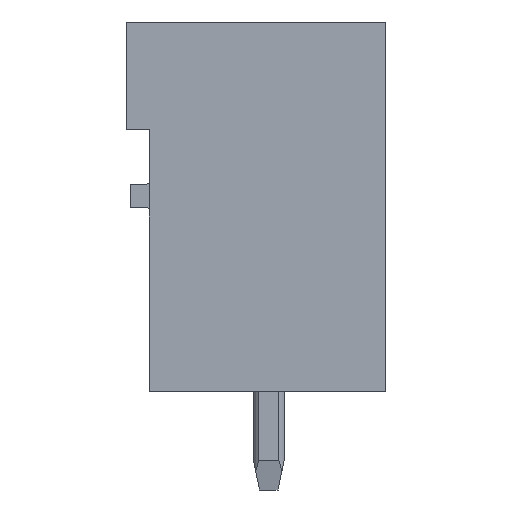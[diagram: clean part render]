
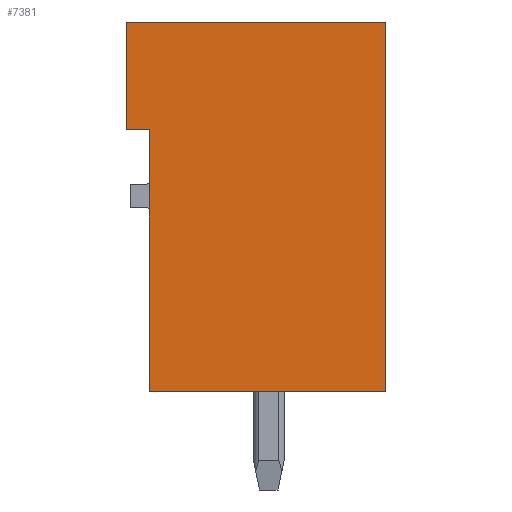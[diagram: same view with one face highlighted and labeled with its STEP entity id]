
A CAD part, left-side view. The second image highlights one B-rep face of the part: STEP entity #7381.
In plain terms, the highlighted planar face has unit normal (-1, 0, 0).
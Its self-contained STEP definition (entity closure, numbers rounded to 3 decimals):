
#7371=AXIS2_PLACEMENT_3D('Plane Axis2P3D',#7368,#7369,#7370) ;
#49=CARTESIAN_POINT('Vertex',(0.,0.,15.2)) ;
#52=CARTESIAN_POINT('Line Origine',(0.,0.,9.2)) ;
#56=CARTESIAN_POINT('Vertex',(0.,0.,3.2)) ;
#151=CARTESIAN_POINT('Vertex',(0.,8.43,15.2)) ;
#154=CARTESIAN_POINT('Line Origine',(0.,4.215,15.2)) ;
#1347=CARTESIAN_POINT('Vertex',(0.,8.43,11.7)) ;
#1350=CARTESIAN_POINT('Line Origine',(0.,8.43,13.45)) ;
#1832=CARTESIAN_POINT('Vertex',(0.,7.68,3.2)) ;
#1835=CARTESIAN_POINT('Line Origine',(0.,7.68,7.45)) ;
#1839=CARTESIAN_POINT('Vertex',(0.,7.68,11.7)) ;
#2236=CARTESIAN_POINT('Line Origine',(0.,3.84,3.2)) ;
#7316=CARTESIAN_POINT('Line Origine',(0.,8.055,11.7)) ;
#7368=CARTESIAN_POINT('Axis2P3D Location',(0.,0.,0.)) ;
#53=DIRECTION('Vector Direction',(0.,0.,-1.)) ;
#155=DIRECTION('Vector Direction',(0.,-1.,0.)) ;
#1351=DIRECTION('Vector Direction',(0.,0.,-1.)) ;
#1836=DIRECTION('Vector Direction',(0.,0.,-1.)) ;
#2237=DIRECTION('Vector Direction',(0.,1.,0.)) ;
#7317=DIRECTION('Vector Direction',(0.,-1.,0.)) ;
#7369=DIRECTION('Axis2P3D Direction',(-1.,0.,0.)) ;
#7370=DIRECTION('Axis2P3D XDirection',(0.,0.,1.)) ;
#54=VECTOR('Line Direction',#53,1.) ;
#156=VECTOR('Line Direction',#155,1.) ;
#1352=VECTOR('Line Direction',#1351,1.) ;
#1837=VECTOR('Line Direction',#1836,1.) ;
#2238=VECTOR('Line Direction',#2237,1.) ;
#7318=VECTOR('Line Direction',#7317,1.) ;
#7374=ORIENTED_EDGE('',*,*,#158,.T.) ;
#7375=ORIENTED_EDGE('',*,*,#1354,.T.) ;
#7376=ORIENTED_EDGE('',*,*,#7320,.T.) ;
#7377=ORIENTED_EDGE('',*,*,#1841,.T.) ;
#7378=ORIENTED_EDGE('',*,*,#2240,.T.) ;
#7379=ORIENTED_EDGE('',*,*,#58,.T.) ;
#7381=ADVANCED_FACE('HOUSING',(#7380),#7372,.T.) ;
#58=EDGE_CURVE('',#57,#50,#55,.F.) ;
#158=EDGE_CURVE('',#50,#152,#157,.F.) ;
#1354=EDGE_CURVE('',#152,#1348,#1353,.T.) ;
#1841=EDGE_CURVE('',#1840,#1833,#1838,.T.) ;
#2240=EDGE_CURVE('',#1833,#57,#2239,.F.) ;
#7320=EDGE_CURVE('',#1348,#1840,#7319,.T.) ;
#7373=EDGE_LOOP('',(#7374,#7375,#7376,#7377,#7378,#7379)) ;
#7380=FACE_OUTER_BOUND('',#7373,.T.) ;
#55=LINE('Line',#52,#54) ;
#157=LINE('Line',#154,#156) ;
#1353=LINE('Line',#1350,#1352) ;
#1838=LINE('Line',#1835,#1837) ;
#2239=LINE('Line',#2236,#2238) ;
#7319=LINE('Line',#7316,#7318) ;
#7372=PLANE('',#7371) ;
#50=VERTEX_POINT('',#49) ;
#57=VERTEX_POINT('',#56) ;
#152=VERTEX_POINT('',#151) ;
#1348=VERTEX_POINT('',#1347) ;
#1833=VERTEX_POINT('',#1832) ;
#1840=VERTEX_POINT('',#1839) ;
